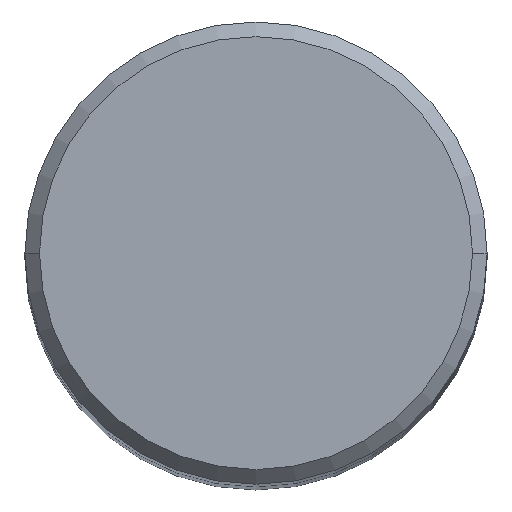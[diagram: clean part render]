
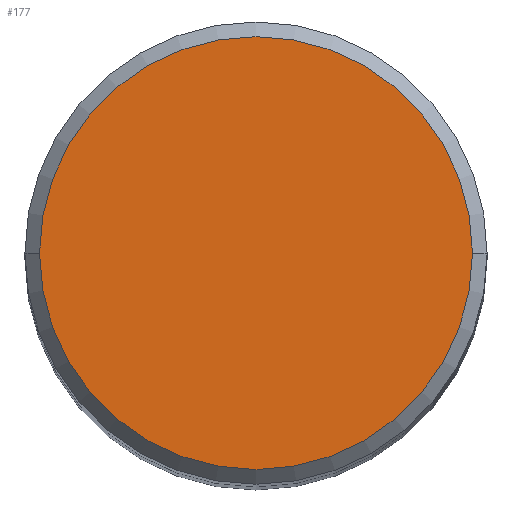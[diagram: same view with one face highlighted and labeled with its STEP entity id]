
A CAD part, top view. The second image highlights one B-rep face of the part: STEP entity #177.
In plain terms, the highlighted planar face has unit normal (0, 0, 1).
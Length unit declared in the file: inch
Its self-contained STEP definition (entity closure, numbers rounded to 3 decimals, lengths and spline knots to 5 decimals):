
#12 = CIRCLE ( 'NONE', #87, 0.29495 ) ;
#39 = FACE_OUTER_BOUND ( 'NONE', #67, .T. ) ;
#59 = EDGE_CURVE ( 'NONE', #150, #416, #12, .T. ) ;
#67 = EDGE_LOOP ( 'NONE', ( #249, #390 ) ) ;
#77 = DIRECTION ( 'NONE',  ( 0., 0., 1. ) ) ;
#87 = AXIS2_PLACEMENT_3D ( 'NONE', #137, #77, #276 ) ;
#108 = EDGE_CURVE ( 'NONE', #416, #150, #402, .T. ) ;
#109 = CARTESIAN_POINT ( 'NONE',  ( 0.29495, 0., 0. ) ) ;
#110 = CARTESIAN_POINT ( 'NONE',  ( 0., 0., 0. ) ) ;
#137 = CARTESIAN_POINT ( 'NONE',  ( 0., 0., 0. ) ) ;
#150 = VERTEX_POINT ( 'NONE', #341 ) ;
#165 = DIRECTION ( 'NONE',  ( 0., 0., -1. ) ) ;
#177 = ADVANCED_FACE ( 'NONE', ( #39 ), #364, .F. ) ;
#196 = CARTESIAN_POINT ( 'NONE',  ( 0., 0.29495, 0. ) ) ;
#239 = DIRECTION ( 'NONE',  ( 0., 0., 1. ) ) ;
#249 = ORIENTED_EDGE ( 'NONE', *, *, #59, .T. ) ;
#276 = DIRECTION ( 'NONE',  ( 1., 0., 0. ) ) ;
#277 = DIRECTION ( 'NONE',  ( 1., 0., 0. ) ) ;
#298 = AXIS2_PLACEMENT_3D ( 'NONE', #110, #239, #277 ) ;
#341 = CARTESIAN_POINT ( 'NONE',  ( -0.29495, 0., 0. ) ) ;
#353 = DIRECTION ( 'NONE',  ( -1., 0., 0. ) ) ;
#364 = PLANE ( 'NONE',  #393 ) ;
#390 = ORIENTED_EDGE ( 'NONE', *, *, #108, .T. ) ;
#393 = AXIS2_PLACEMENT_3D ( 'NONE', #196, #165, #353 ) ;
#402 = CIRCLE ( 'NONE', #298, 0.29495 ) ;
#416 = VERTEX_POINT ( 'NONE', #109 ) ;
